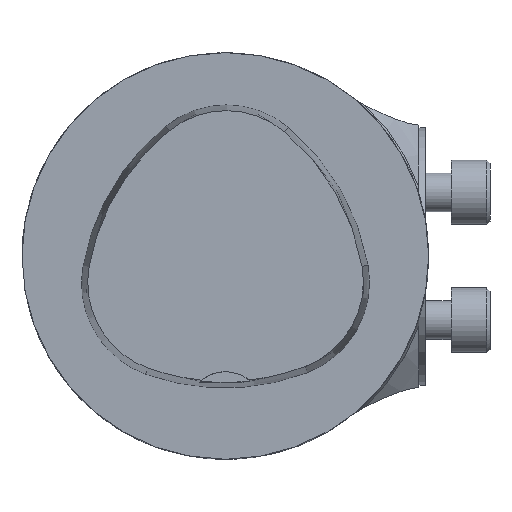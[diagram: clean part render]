
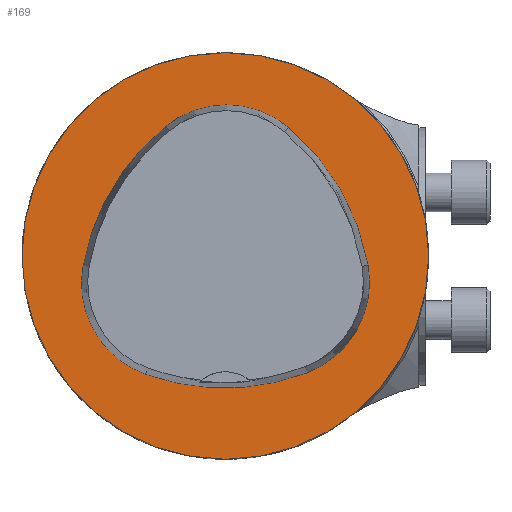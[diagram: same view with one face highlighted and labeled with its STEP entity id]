
A CAD part, top view. The second image highlights one B-rep face of the part: STEP entity #169.
In plain terms, the highlighted planar face has unit normal (0, 0, 1).
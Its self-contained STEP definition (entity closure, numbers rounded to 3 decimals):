
#73=FACE_BOUND('',#323,.T.);
#74=FACE_BOUND('',#324,.T.);
#114=CIRCLE('',#1094,31.5);
#117=CIRCLE('',#1108,36.);
#119=CIRCLE('',#1111,15.);
#121=CIRCLE('',#1114,36.);
#123=CIRCLE('',#1117,15.);
#127=CIRCLE('',#1122,36.);
#129=CIRCLE('',#1125,15.);
#169=ADVANCED_FACE('',(#73,#74),#229,.T.);
#229=PLANE('',#1130);
#323=EDGE_LOOP('',(#585,#586,#587,#588,#589,#590));
#324=EDGE_LOOP('',(#591));
#585=ORIENTED_EDGE('',*,*,#948,.T.);
#586=ORIENTED_EDGE('',*,*,#928,.T.);
#587=ORIENTED_EDGE('',*,*,#932,.T.);
#588=ORIENTED_EDGE('',*,*,#935,.T.);
#589=ORIENTED_EDGE('',*,*,#938,.T.);
#590=ORIENTED_EDGE('',*,*,#946,.T.);
#591=ORIENTED_EDGE('',*,*,#901,.F.);
#800=VERTEX_POINT('',#1572);
#827=VERTEX_POINT('',#1653);
#828=VERTEX_POINT('',#1654);
#831=VERTEX_POINT('',#1662);
#833=VERTEX_POINT('',#1668);
#835=VERTEX_POINT('',#1674);
#842=VERTEX_POINT('',#1695);
#901=EDGE_CURVE('',#800,#800,#114,.T.);
#928=EDGE_CURVE('',#827,#828,#117,.T.);
#932=EDGE_CURVE('',#828,#831,#119,.T.);
#935=EDGE_CURVE('',#831,#833,#121,.T.);
#938=EDGE_CURVE('',#833,#835,#123,.T.);
#946=EDGE_CURVE('',#835,#842,#127,.T.);
#948=EDGE_CURVE('',#842,#827,#129,.T.);
#1094=AXIS2_PLACEMENT_3D('',#1571,#1242,#1243);
#1108=AXIS2_PLACEMENT_3D('',#1652,#1280,#1281);
#1111=AXIS2_PLACEMENT_3D('',#1661,#1288,#1289);
#1114=AXIS2_PLACEMENT_3D('',#1667,#1295,#1296);
#1117=AXIS2_PLACEMENT_3D('',#1673,#1302,#1303);
#1122=AXIS2_PLACEMENT_3D('',#1696,#1314,#1315);
#1125=AXIS2_PLACEMENT_3D('',#1699,#1320,#1321);
#1130=AXIS2_PLACEMENT_3D('',#1704,#1330,#1331);
#1242=DIRECTION('',(0.,0.,-1.));
#1243=DIRECTION('',(-1.,0.,0.));
#1280=DIRECTION('',(0.,0.,-1.));
#1281=DIRECTION('',(-1.,0.,0.));
#1288=DIRECTION('',(0.,0.,-1.));
#1289=DIRECTION('',(-1.,0.,0.));
#1295=DIRECTION('',(0.,0.,-1.));
#1296=DIRECTION('',(-1.,0.,0.));
#1302=DIRECTION('',(0.,0.,-1.));
#1303=DIRECTION('',(-1.,0.,0.));
#1314=DIRECTION('',(0.,0.,-1.));
#1315=DIRECTION('',(-1.,0.,0.));
#1320=DIRECTION('',(0.,0.,-1.));
#1321=DIRECTION('',(-1.,0.,0.));
#1330=DIRECTION('',(0.,0.,1.));
#1331=DIRECTION('',(1.,0.,0.));
#1571=CARTESIAN_POINT('',(0.,0.,0.));
#1572=CARTESIAN_POINT('',(-31.5,0.,0.));
#1652=CARTESIAN_POINT('',(13.398,-7.893,0.));
#1653=CARTESIAN_POINT('',(-22.041,-1.562,0.));
#1654=CARTESIAN_POINT('',(-9.317,20.036,0.));
#1661=CARTESIAN_POINT('',(0.148,8.399,0.));
#1662=CARTESIAN_POINT('',(9.779,19.898,0.));
#1667=CARTESIAN_POINT('',(-13.337,-7.7,0.));
#1668=CARTESIAN_POINT('',(22.122,-1.48,0.));
#1673=CARTESIAN_POINT('',(7.347,-4.071,0.));
#1674=CARTESIAN_POINT('',(12.693,-18.087,0.));
#1695=CARTESIAN_POINT('',(-12.373,-18.307,0.));
#1696=CARTESIAN_POINT('',(-0.137,15.55,0.));
#1699=CARTESIAN_POINT('',(-7.275,-4.2,0.));
#1704=CARTESIAN_POINT('',(0.,0.,0.));
